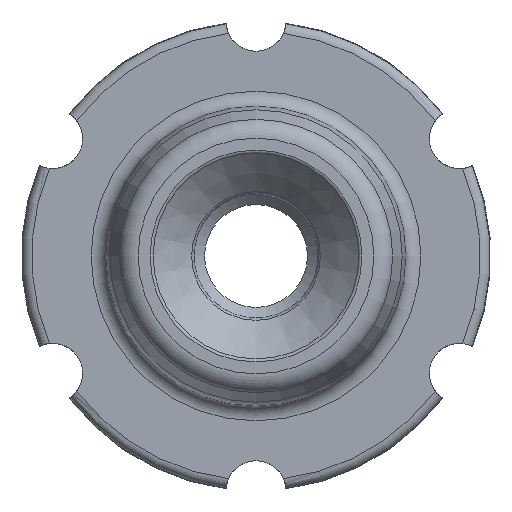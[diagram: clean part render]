
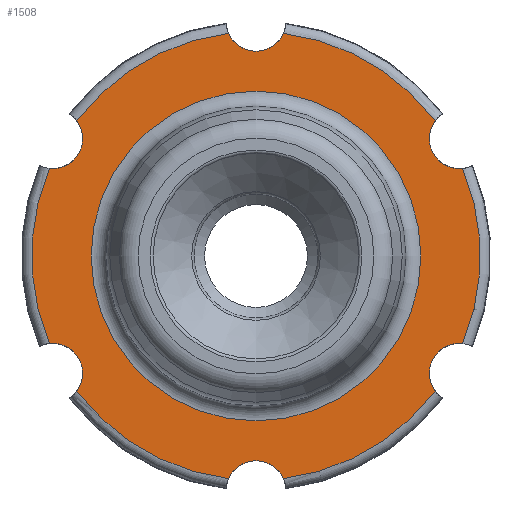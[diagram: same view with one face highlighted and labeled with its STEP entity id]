
A CAD part, front view. The second image highlights one B-rep face of the part: STEP entity #1508.
In plain terms, the highlighted planar face has unit normal (0, -1, 0).
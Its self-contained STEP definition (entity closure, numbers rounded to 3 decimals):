
#4 = DIRECTION ( 'NONE',  ( 0., 0., -1. ) ) ;
#14 = VERTEX_POINT ( 'NONE', #494 ) ;
#64 = ORIENTED_EDGE ( 'NONE', *, *, #140, .T. ) ;
#140 = EDGE_CURVE ( 'NONE', #1091, #1091, #1847, .T. ) ;
#156 = CARTESIAN_POINT ( 'NONE',  ( 0., -3.3, 0. ) ) ;
#163 = CIRCLE ( 'NONE', #1463, 3. ) ;
#188 = CIRCLE ( 'NONE', #226, 22.458 ) ;
#217 = PLANE ( 'NONE',  #1405 ) ;
#218 = CARTESIAN_POINT ( 'NONE',  ( 20.352, -3.3, -11.75 ) ) ;
#226 = AXIS2_PLACEMENT_3D ( 'NONE', #1647, #1824, #259 ) ;
#231 = DIRECTION ( 'NONE',  ( 0., 0., -1. ) ) ;
#233 = EDGE_CURVE ( 'NONE', #520, #306, #188, .T. ) ;
#243 = DIRECTION ( 'NONE',  ( 0., 0., 1. ) ) ;
#256 = DIRECTION ( 'NONE',  ( 0., 0., 1. ) ) ;
#259 = DIRECTION ( 'NONE',  ( 0., 0., 1. ) ) ;
#266 = CARTESIAN_POINT ( 'NONE',  ( 0., -3.3, 23.5 ) ) ;
#272 = ORIENTED_EDGE ( 'NONE', *, *, #233, .F. ) ;
#279 = CARTESIAN_POINT ( 'NONE',  ( -20.352, -3.3, -11.75 ) ) ;
#289 = CARTESIAN_POINT ( 'NONE',  ( 20.676, -3.3, 8.768 ) ) ;
#302 = CARTESIAN_POINT ( 'NONE',  ( -20.676, -3.3, -8.768 ) ) ;
#306 = VERTEX_POINT ( 'NONE', #884 ) ;
#325 = AXIS2_PLACEMENT_3D ( 'NONE', #609, #417, #1039 ) ;
#326 = CARTESIAN_POINT ( 'NONE',  ( 20.352, -3.3, 11.75 ) ) ;
#340 = EDGE_CURVE ( 'NONE', #1518, #1468, #1229, .T. ) ;
#369 = ORIENTED_EDGE ( 'NONE', *, *, #340, .F. ) ;
#394 = EDGE_CURVE ( 'NONE', #716, #588, #1417, .T. ) ;
#403 = DIRECTION ( 'NONE',  ( 0., 1., 0. ) ) ;
#411 = CARTESIAN_POINT ( 'NONE',  ( 0., -3.3, 0. ) ) ;
#417 = DIRECTION ( 'NONE',  ( 0., 1., 0. ) ) ;
#428 = EDGE_CURVE ( 'NONE', #716, #14, #1196, .T. ) ;
#454 = AXIS2_PLACEMENT_3D ( 'NONE', #411, #1032, #256 ) ;
#464 = DIRECTION ( 'NONE',  ( 0., 0., 1. ) ) ;
#474 = EDGE_CURVE ( 'NONE', #1010, #1271, #1009, .T. ) ;
#494 = CARTESIAN_POINT ( 'NONE',  ( 17.931, -3.3, 13.522 ) ) ;
#520 = VERTEX_POINT ( 'NONE', #1426 ) ;
#530 = EDGE_CURVE ( 'NONE', #1518, #14, #1618, .T. ) ;
#536 = DIRECTION ( 'NONE',  ( 0., 1., 0. ) ) ;
#555 = AXIS2_PLACEMENT_3D ( 'NONE', #738, #1367, #1529 ) ;
#558 = CIRCLE ( 'NONE', #454, 22.458 ) ;
#562 = EDGE_CURVE ( 'NONE', #1149, #588, #1649, .T. ) ;
#588 = VERTEX_POINT ( 'NONE', #658 ) ;
#609 = CARTESIAN_POINT ( 'NONE',  ( 0., -3.3, 0. ) ) ;
#658 = CARTESIAN_POINT ( 'NONE',  ( -2.745, -3.3, 22.29 ) ) ;
#668 = CARTESIAN_POINT ( 'NONE',  ( 2.745, -3.3, -22.29 ) ) ;
#687 = CIRCLE ( 'NONE', #1820, 3. ) ;
#697 = EDGE_CURVE ( 'NONE', #1588, #1398, #558, .T. ) ;
#714 = DIRECTION ( 'NONE',  ( 0., 1., 0. ) ) ;
#716 = VERTEX_POINT ( 'NONE', #942 ) ;
#736 = ORIENTED_EDGE ( 'NONE', *, *, #697, .F. ) ;
#738 = CARTESIAN_POINT ( 'NONE',  ( 0., -3.3, 0. ) ) ;
#749 = DIRECTION ( 'NONE',  ( 0., 1., 0. ) ) ;
#824 = DIRECTION ( 'NONE',  ( 0., 1., 0. ) ) ;
#835 = DIRECTION ( 'NONE',  ( 0., 0., -1. ) ) ;
#843 = CIRCLE ( 'NONE', #1312, 3. ) ;
#852 = CARTESIAN_POINT ( 'NONE',  ( 22.458, -3.3, 0. ) ) ;
#876 = ORIENTED_EDGE ( 'NONE', *, *, #1818, .T. ) ;
#884 = CARTESIAN_POINT ( 'NONE',  ( -17.931, -3.3, -13.522 ) ) ;
#897 = ORIENTED_EDGE ( 'NONE', *, *, #530, .T. ) ;
#906 = ORIENTED_EDGE ( 'NONE', *, *, #562, .F. ) ;
#939 = DIRECTION ( 'NONE',  ( 0., 1., 0. ) ) ;
#942 = CARTESIAN_POINT ( 'NONE',  ( 2.745, -3.3, 22.29 ) ) ;
#949 = CARTESIAN_POINT ( 'NONE',  ( 0., -3.3, 16.5 ) ) ;
#961 = DIRECTION ( 'NONE',  ( 0., 0., -1. ) ) ;
#1009 = CIRCLE ( 'NONE', #1955, 22.458 ) ;
#1010 = VERTEX_POINT ( 'NONE', #1613 ) ;
#1024 = DIRECTION ( 'NONE',  ( 0., 0., -1. ) ) ;
#1032 = DIRECTION ( 'NONE',  ( 0., 1., 0. ) ) ;
#1039 = DIRECTION ( 'NONE',  ( 0., 0., 1. ) ) ;
#1046 = AXIS2_PLACEMENT_3D ( 'NONE', #1570, #1126, #231 ) ;
#1091 = VERTEX_POINT ( 'NONE', #949 ) ;
#1096 = ORIENTED_EDGE ( 'NONE', *, *, #1278, .T. ) ;
#1126 = DIRECTION ( 'NONE',  ( 0., 1., 0. ) ) ;
#1138 = EDGE_LOOP ( 'NONE', ( #64 ) ) ;
#1146 = DIRECTION ( 'NONE',  ( 0., -1., 0. ) ) ;
#1149 = VERTEX_POINT ( 'NONE', #1807 ) ;
#1181 = EDGE_LOOP ( 'NONE', ( #876, #369, #897, #1336, #1479, #906, #1355, #736, #1436, #272, #1096, #1752 ) ) ;
#1196 = CIRCLE ( 'NONE', #325, 22.458 ) ;
#1229 = CIRCLE ( 'NONE', #555, 22.458 ) ;
#1268 = CARTESIAN_POINT ( 'NONE',  ( 20.676, -3.3, -8.768 ) ) ;
#1271 = VERTEX_POINT ( 'NONE', #668 ) ;
#1278 = EDGE_CURVE ( 'NONE', #520, #1271, #843, .T. ) ;
#1301 = CARTESIAN_POINT ( 'NONE',  ( -20.676, -3.3, 8.768 ) ) ;
#1312 = AXIS2_PLACEMENT_3D ( 'NONE', #1469, #714, #835 ) ;
#1336 = ORIENTED_EDGE ( 'NONE', *, *, #428, .F. ) ;
#1355 = ORIENTED_EDGE ( 'NONE', *, *, #1769, .T. ) ;
#1356 = AXIS2_PLACEMENT_3D ( 'NONE', #1586, #1467, #243 ) ;
#1358 = AXIS2_PLACEMENT_3D ( 'NONE', #266, #749, #1806 ) ;
#1367 = DIRECTION ( 'NONE',  ( 0., 1., 0. ) ) ;
#1398 = VERTEX_POINT ( 'NONE', #1301 ) ;
#1405 = AXIS2_PLACEMENT_3D ( 'NONE', #852, #1146, #961 ) ;
#1417 = CIRCLE ( 'NONE', #1358, 3. ) ;
#1426 = CARTESIAN_POINT ( 'NONE',  ( -2.745, -3.3, -22.29 ) ) ;
#1436 = ORIENTED_EDGE ( 'NONE', *, *, #1965, .T. ) ;
#1440 = FACE_OUTER_BOUND ( 'NONE', #1181, .T. ) ;
#1463 = AXIS2_PLACEMENT_3D ( 'NONE', #279, #403, #1485 ) ;
#1467 = DIRECTION ( 'NONE',  ( 0., 1., 0. ) ) ;
#1468 = VERTEX_POINT ( 'NONE', #1268 ) ;
#1469 = CARTESIAN_POINT ( 'NONE',  ( 0., -3.3, -23.5 ) ) ;
#1479 = ORIENTED_EDGE ( 'NONE', *, *, #394, .T. ) ;
#1485 = DIRECTION ( 'NONE',  ( 0., 0., -1. ) ) ;
#1508 = ADVANCED_FACE ( 'NONE', ( #1440, #1605 ), #217, .T. ) ;
#1518 = VERTEX_POINT ( 'NONE', #289 ) ;
#1529 = DIRECTION ( 'NONE',  ( 0., 0., 1. ) ) ;
#1549 = AXIS2_PLACEMENT_3D ( 'NONE', #1564, #1559, #1741 ) ;
#1555 = CIRCLE ( 'NONE', #1046, 3. ) ;
#1559 = DIRECTION ( 'NONE',  ( 0., 1., 0. ) ) ;
#1564 = CARTESIAN_POINT ( 'NONE',  ( 0., -3.3, 0. ) ) ;
#1570 = CARTESIAN_POINT ( 'NONE',  ( -20.352, -3.3, 11.75 ) ) ;
#1586 = CARTESIAN_POINT ( 'NONE',  ( 0., -3.3, 0. ) ) ;
#1588 = VERTEX_POINT ( 'NONE', #302 ) ;
#1605 = FACE_BOUND ( 'NONE', #1138, .T. ) ;
#1613 = CARTESIAN_POINT ( 'NONE',  ( 17.931, -3.3, -13.522 ) ) ;
#1618 = CIRCLE ( 'NONE', #1882, 3. ) ;
#1647 = CARTESIAN_POINT ( 'NONE',  ( 0., -3.3, 0. ) ) ;
#1649 = CIRCLE ( 'NONE', #1549, 22.458 ) ;
#1741 = DIRECTION ( 'NONE',  ( 0., 0., 1. ) ) ;
#1752 = ORIENTED_EDGE ( 'NONE', *, *, #474, .F. ) ;
#1769 = EDGE_CURVE ( 'NONE', #1149, #1398, #1555, .T. ) ;
#1806 = DIRECTION ( 'NONE',  ( 0., 0., -1. ) ) ;
#1807 = CARTESIAN_POINT ( 'NONE',  ( -17.931, -3.3, 13.522 ) ) ;
#1818 = EDGE_CURVE ( 'NONE', #1010, #1468, #687, .T. ) ;
#1820 = AXIS2_PLACEMENT_3D ( 'NONE', #218, #536, #1024 ) ;
#1824 = DIRECTION ( 'NONE',  ( 0., 1., 0. ) ) ;
#1847 = CIRCLE ( 'NONE', #1356, 16.5 ) ;
#1882 = AXIS2_PLACEMENT_3D ( 'NONE', #326, #824, #4 ) ;
#1955 = AXIS2_PLACEMENT_3D ( 'NONE', #156, #939, #464 ) ;
#1965 = EDGE_CURVE ( 'NONE', #1588, #306, #163, .T. ) ;
